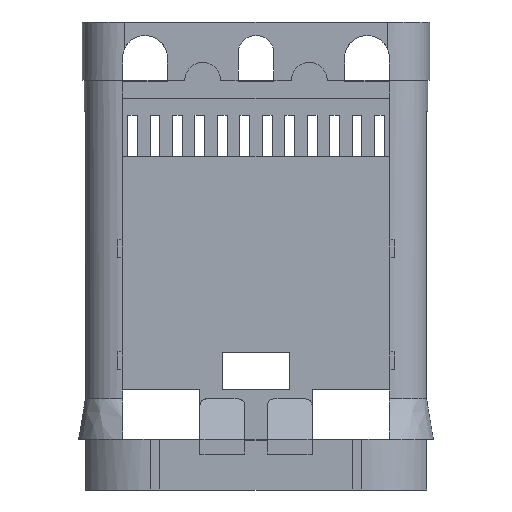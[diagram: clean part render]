
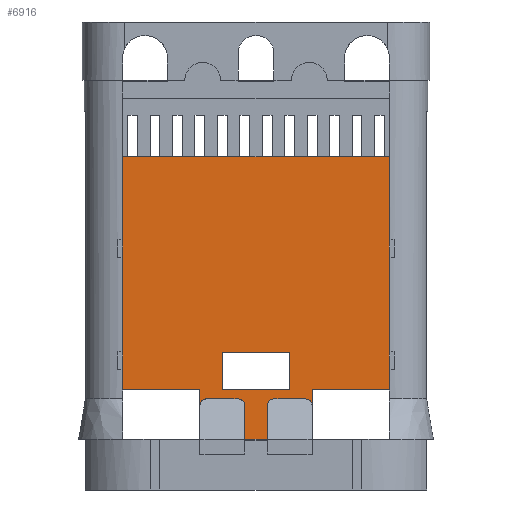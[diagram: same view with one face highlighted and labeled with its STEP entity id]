
A CAD part, front view. The second image highlights one B-rep face of the part: STEP entity #6916.
In plain terms, the highlighted planar face has unit normal (0, -1, 0).
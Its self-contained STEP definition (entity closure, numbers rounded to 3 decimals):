
#40=FACE_BOUND('',#948,.T.);
#300=PLANE('',#7383);
#611=FACE_OUTER_BOUND('',#947,.T.);
#947=EDGE_LOOP('',(#6072,#6073,#6074,#6075,#6076,#6077,#6078,#6079,#6080,
#6081,#6082,#6083,#6084,#6085,#6086,#6087,#6088,#6089,#6090,#6091,#6092,
#6093,#6094,#6095));
#948=EDGE_LOOP('',(#6096,#6097,#6098,#6099));
#1440=LINE('',#10309,#2302);
#1441=LINE('',#10315,#2303);
#1442=LINE('',#10319,#2304);
#1445=LINE('',#10323,#2307);
#1447=LINE('',#10326,#2309);
#1449=LINE('',#10330,#2311);
#1452=LINE('',#10335,#2314);
#1453=LINE('',#10337,#2315);
#1456=LINE('',#10341,#2318);
#1457=LINE('',#10344,#2319);
#1460=LINE('',#10349,#2322);
#1461=LINE('',#10355,#2323);
#1462=LINE('',#10361,#2324);
#1463=LINE('',#10365,#2325);
#1466=LINE('',#10370,#2328);
#1468=LINE('',#10374,#2330);
#1470=LINE('',#10377,#2332);
#1484=LINE('',#10395,#2346);
#1767=LINE('',#11124,#2629);
#1768=LINE('',#11125,#2630);
#1769=LINE('',#11126,#2631);
#1770=LINE('',#11127,#2632);
#1771=LINE('',#11128,#2633);
#1772=LINE('',#11129,#2634);
#2302=VECTOR('',#8358,1000.);
#2303=VECTOR('',#8365,1000.);
#2304=VECTOR('',#8368,1000.);
#2307=VECTOR('',#8373,1000.);
#2309=VECTOR('',#8377,1000.);
#2311=VECTOR('',#8381,1000.);
#2314=VECTOR('',#8386,1000.);
#2315=VECTOR('',#8389,1000.);
#2318=VECTOR('',#8394,1000.);
#2319=VECTOR('',#8397,1000.);
#2322=VECTOR('',#8402,1000.);
#2323=VECTOR('',#8409,1000.);
#2324=VECTOR('',#8416,1000.);
#2325=VECTOR('',#8419,1000.);
#2328=VECTOR('',#8424,1000.);
#2330=VECTOR('',#8428,1000.);
#2332=VECTOR('',#8432,1000.);
#2346=VECTOR('',#8448,1000.);
#2629=VECTOR('',#9017,1000.);
#2630=VECTOR('',#9018,1000.);
#2631=VECTOR('',#9019,1000.);
#2632=VECTOR('',#9020,1000.);
#2633=VECTOR('',#9021,1000.);
#2634=VECTOR('',#9022,1000.);
#2793=CIRCLE('',#7098,0.15);
#2794=CIRCLE('',#7103,0.15);
#2797=CIRCLE('',#7114,0.15);
#2798=CIRCLE('',#7118,0.15);
#3018=VERTEX_POINT('',#9605);
#3019=VERTEX_POINT('',#9607);
#3025=VERTEX_POINT('',#9624);
#3026=VERTEX_POINT('',#9625);
#3040=VERTEX_POINT('',#9667);
#3041=VERTEX_POINT('',#9669);
#3043=VERTEX_POINT('',#9677);
#3044=VERTEX_POINT('',#9678);
#3267=VERTEX_POINT('',#10305);
#3268=VERTEX_POINT('',#10307);
#3269=VERTEX_POINT('',#10311);
#3270=VERTEX_POINT('',#10313);
#3271=VERTEX_POINT('',#10317);
#3272=VERTEX_POINT('',#10318);
#3273=VERTEX_POINT('',#10329);
#3274=VERTEX_POINT('',#10333);
#3275=VERTEX_POINT('',#10343);
#3276=VERTEX_POINT('',#10347);
#3277=VERTEX_POINT('',#10351);
#3278=VERTEX_POINT('',#10353);
#3279=VERTEX_POINT('',#10357);
#3280=VERTEX_POINT('',#10359);
#3281=VERTEX_POINT('',#10363);
#3282=VERTEX_POINT('',#10364);
#3283=VERTEX_POINT('',#10369);
#3284=VERTEX_POINT('',#10373);
#3286=VERTEX_POINT('',#10392);
#3287=VERTEX_POINT('',#10394);
#3723=EDGE_CURVE('',#3018,#3019,#2793,.T.);
#3731=EDGE_CURVE('',#3025,#3026,#2794,.T.);
#3753=EDGE_CURVE('',#3040,#3041,#2797,.T.);
#3757=EDGE_CURVE('',#3043,#3044,#2798,.T.);
#4064=EDGE_CURVE('',#3267,#3268,#1440,.T.);
#4067=EDGE_CURVE('',#3269,#3270,#1441,.T.);
#4068=EDGE_CURVE('',#3271,#3272,#1442,.T.);
#4071=EDGE_CURVE('',#3272,#3018,#1445,.T.);
#4073=EDGE_CURVE('',#3019,#3025,#1447,.T.);
#4075=EDGE_CURVE('',#3273,#3026,#1449,.T.);
#4078=EDGE_CURVE('',#3274,#3273,#1452,.T.);
#4079=EDGE_CURVE('',#3274,#3040,#1453,.T.);
#4082=EDGE_CURVE('',#3041,#3043,#1456,.T.);
#4083=EDGE_CURVE('',#3275,#3044,#1457,.T.);
#4086=EDGE_CURVE('',#3276,#3275,#1460,.T.);
#4089=EDGE_CURVE('',#3278,#3277,#1461,.T.);
#4092=EDGE_CURVE('',#3280,#3279,#1462,.T.);
#4093=EDGE_CURVE('',#3281,#3282,#1463,.T.);
#4096=EDGE_CURVE('',#3282,#3283,#1466,.T.);
#4098=EDGE_CURVE('',#3283,#3284,#1468,.T.);
#4100=EDGE_CURVE('',#3284,#3281,#1470,.T.);
#4114=EDGE_CURVE('',#3286,#3287,#1484,.T.);
#4442=EDGE_CURVE('',#3268,#3287,#1767,.T.);
#4443=EDGE_CURVE('',#3279,#3286,#1768,.T.);
#4444=EDGE_CURVE('',#3277,#3280,#1769,.T.);
#4445=EDGE_CURVE('',#3276,#3278,#1770,.T.);
#4446=EDGE_CURVE('',#3271,#3269,#1771,.T.);
#4447=EDGE_CURVE('',#3270,#3267,#1772,.T.);
#6072=ORIENTED_EDGE('',*,*,#4442,.T.);
#6073=ORIENTED_EDGE('',*,*,#4114,.F.);
#6074=ORIENTED_EDGE('',*,*,#4443,.F.);
#6075=ORIENTED_EDGE('',*,*,#4092,.F.);
#6076=ORIENTED_EDGE('',*,*,#4444,.F.);
#6077=ORIENTED_EDGE('',*,*,#4089,.F.);
#6078=ORIENTED_EDGE('',*,*,#4445,.F.);
#6079=ORIENTED_EDGE('',*,*,#4086,.T.);
#6080=ORIENTED_EDGE('',*,*,#4083,.T.);
#6081=ORIENTED_EDGE('',*,*,#3757,.F.);
#6082=ORIENTED_EDGE('',*,*,#4082,.F.);
#6083=ORIENTED_EDGE('',*,*,#3753,.F.);
#6084=ORIENTED_EDGE('',*,*,#4079,.F.);
#6085=ORIENTED_EDGE('',*,*,#4078,.T.);
#6086=ORIENTED_EDGE('',*,*,#4075,.T.);
#6087=ORIENTED_EDGE('',*,*,#3731,.F.);
#6088=ORIENTED_EDGE('',*,*,#4073,.F.);
#6089=ORIENTED_EDGE('',*,*,#3723,.F.);
#6090=ORIENTED_EDGE('',*,*,#4071,.F.);
#6091=ORIENTED_EDGE('',*,*,#4068,.F.);
#6092=ORIENTED_EDGE('',*,*,#4446,.T.);
#6093=ORIENTED_EDGE('',*,*,#4067,.T.);
#6094=ORIENTED_EDGE('',*,*,#4447,.T.);
#6095=ORIENTED_EDGE('',*,*,#4064,.T.);
#6096=ORIENTED_EDGE('',*,*,#4100,.F.);
#6097=ORIENTED_EDGE('',*,*,#4098,.F.);
#6098=ORIENTED_EDGE('',*,*,#4096,.F.);
#6099=ORIENTED_EDGE('',*,*,#4093,.F.);
#6916=ADVANCED_FACE('',(#611,#40),#300,.F.);
#7098=AXIS2_PLACEMENT_3D('',#9608,#7810,#7811);
#7103=AXIS2_PLACEMENT_3D('',#9626,#7826,#7827);
#7114=AXIS2_PLACEMENT_3D('',#9670,#7866,#7867);
#7118=AXIS2_PLACEMENT_3D('',#9679,#7876,#7877);
#7383=AXIS2_PLACEMENT_3D('',#11123,#9015,#9016);
#7810=DIRECTION('center_axis',(0.,-1.,0.));
#7811=DIRECTION('ref_axis',(0.,0.,
1.));
#7826=DIRECTION('center_axis',(0.,-1.,0.));
#7827=DIRECTION('ref_axis',(0.,0.,
1.));
#7866=DIRECTION('center_axis',(0.,-1.,0.));
#7867=DIRECTION('ref_axis',(0.,0.,
1.));
#7876=DIRECTION('center_axis',(0.,-1.,0.));
#7877=DIRECTION('ref_axis',(0.,0.,
1.));
#8358=DIRECTION('',(0.,0.,1.));
#8365=DIRECTION('',(0.,0.,1.));
#8368=DIRECTION('',(-1.,0.,0.));
#8373=DIRECTION('',(0.,0.,-1.));
#8377=DIRECTION('',(-1.,0.,0.));
#8381=DIRECTION('',(0.,0.,1.));
#8386=DIRECTION('',(1.,0.,0.));
#8389=DIRECTION('',(0.,0.,1.));
#8394=DIRECTION('',(-1.,0.,0.));
#8397=DIRECTION('',(0.,0.,-1.));
#8402=DIRECTION('',(1.,0.,0.));
#8409=DIRECTION('',(0.,0.,1.));
#8416=DIRECTION('',(0.,0.,1.));
#8419=DIRECTION('',(1.,0.,0.));
#8424=DIRECTION('',(0.,0.,1.));
#8428=DIRECTION('',(-1.,0.,0.));
#8432=DIRECTION('',(0.,0.,-1.));
#8448=DIRECTION('',(1.,0.,0.));
#9015=DIRECTION('center_axis',(0.,1.,0.));
#9016=DIRECTION('ref_axis',(0.,0.,1.));
#9017=DIRECTION('',(0.,0.,1.));
#9018=DIRECTION('',(0.,0.,1.));
#9019=DIRECTION('',(0.,0.,1.));
#9020=DIRECTION('',(0.,0.,1.));
#9021=DIRECTION('',(0.,0.,1.));
#9022=DIRECTION('',(0.,0.,1.));
#9605=CARTESIAN_POINT('',(1.25,-0.85,-8.55));
#9607=CARTESIAN_POINT('',(1.1,-0.85,-8.4));
#9608=CARTESIAN_POINT('Origin',(1.1,-0.85,-8.55));
#9624=CARTESIAN_POINT('',(0.4,-0.85,-8.4));
#9625=CARTESIAN_POINT('',(0.25,-0.85,-8.55));
#9626=CARTESIAN_POINT('Origin',(0.4,-0.85,-8.55));
#9667=CARTESIAN_POINT('',(-0.25,-0.85,-8.55));
#9669=CARTESIAN_POINT('',(-0.4,-0.85,-8.4));
#9670=CARTESIAN_POINT('Origin',(-0.4,-0.85,-8.55));
#9677=CARTESIAN_POINT('',(-1.1,-0.85,-8.4));
#9678=CARTESIAN_POINT('',(-1.25,-0.85,-8.55));
#9679=CARTESIAN_POINT('Origin',(-1.1,-0.85,-8.55));
#10305=CARTESIAN_POINT('',(2.975,-0.85,-5.25));
#10307=CARTESIAN_POINT('',(2.975,-0.85,-4.85));
#10309=CARTESIAN_POINT('',(2.975,-0.85,-8.4));
#10311=CARTESIAN_POINT('',(2.975,-0.85,-7.75));
#10313=CARTESIAN_POINT('',(2.975,-0.85,-7.35));
#10315=CARTESIAN_POINT('',(2.975,-0.85,-8.4));
#10317=CARTESIAN_POINT('',(2.975,-0.85,-8.2));
#10318=CARTESIAN_POINT('',(1.25,-0.85,-8.2));
#10319=CARTESIAN_POINT('',(-2.975,-0.85,-8.2));
#10323=CARTESIAN_POINT('',(1.25,-0.85,-8.4));
#10326=CARTESIAN_POINT('',(-2.975,-0.85,-8.4));
#10329=CARTESIAN_POINT('',(0.25,-0.85,-9.3));
#10330=CARTESIAN_POINT('',(0.25,-0.85,-9.3));
#10333=CARTESIAN_POINT('',(-0.25,-0.85,-9.3));
#10335=CARTESIAN_POINT('',(-0.25,-0.85,-9.3));
#10337=CARTESIAN_POINT('',(-0.25,-0.85,-9.3));
#10341=CARTESIAN_POINT('',(-2.975,-0.85,-8.4));
#10343=CARTESIAN_POINT('',(-1.25,-0.85,-8.2));
#10344=CARTESIAN_POINT('',(-1.25,-0.85,-8.4));
#10347=CARTESIAN_POINT('',(-2.975,-0.85,-8.2));
#10349=CARTESIAN_POINT('',(-2.975,-0.85,-8.2));
#10351=CARTESIAN_POINT('',(-2.975,-0.85,-7.35));
#10353=CARTESIAN_POINT('',(-2.975,-0.85,-7.75));
#10355=CARTESIAN_POINT('',(-2.975,-0.85,-8.4));
#10357=CARTESIAN_POINT('',(-2.975,-0.85,-4.85));
#10359=CARTESIAN_POINT('',(-2.975,-0.85,-5.25));
#10361=CARTESIAN_POINT('',(-2.975,-0.85,-8.4));
#10363=CARTESIAN_POINT('',(-0.75,-0.85,-8.2));
#10364=CARTESIAN_POINT('',(0.75,-0.85,-8.2));
#10365=CARTESIAN_POINT('',(-2.975,-0.85,-8.2));
#10369=CARTESIAN_POINT('',(0.75,-0.85,-7.37));
#10370=CARTESIAN_POINT('',(0.75,-0.85,-8.4));
#10373=CARTESIAN_POINT('',(-0.75,-0.85,-7.37));
#10374=CARTESIAN_POINT('',(-2.975,-0.85,-7.37));
#10377=CARTESIAN_POINT('',(-0.75,-0.85,-8.4));
#10392=CARTESIAN_POINT('',(-2.975,-0.85,-3.));
#10394=CARTESIAN_POINT('',(2.975,-0.85,-3.));
#10395=CARTESIAN_POINT('',(2.64,-0.85,-3.));
#11123=CARTESIAN_POINT('Origin',(-2.975,-0.85,-8.4));
#11124=CARTESIAN_POINT('',(2.975,-0.85,-8.4));
#11125=CARTESIAN_POINT('',(-2.975,-0.85,-8.4));
#11126=CARTESIAN_POINT('',(-2.975,-0.85,-8.4));
#11127=CARTESIAN_POINT('',(-2.975,-0.85,-8.4));
#11128=CARTESIAN_POINT('',(2.975,-0.85,-8.4));
#11129=CARTESIAN_POINT('',(2.975,-0.85,-8.4));
